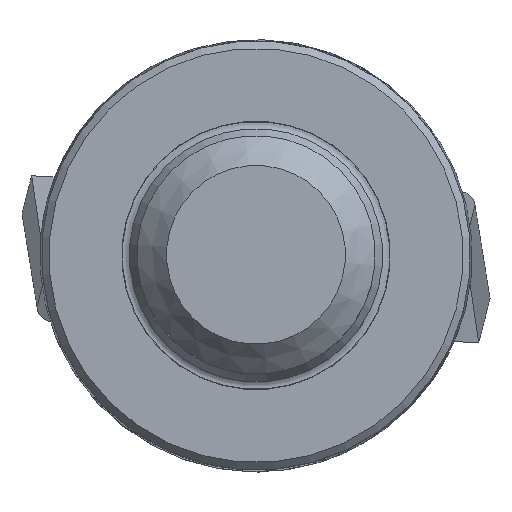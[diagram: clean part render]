
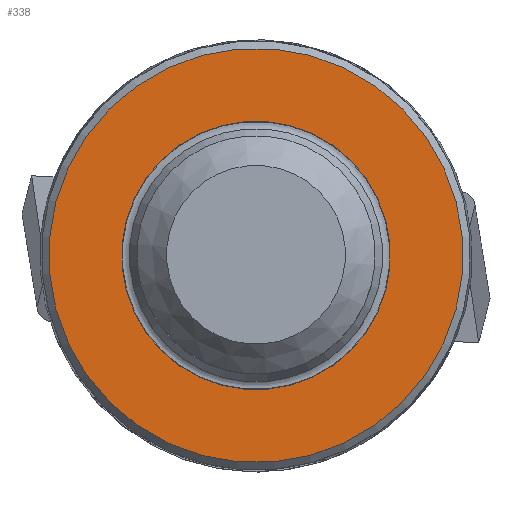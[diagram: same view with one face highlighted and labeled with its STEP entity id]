
A CAD part, top view. The second image highlights one B-rep face of the part: STEP entity #338.
In plain terms, the highlighted planar face has unit normal (0, 0, 1).
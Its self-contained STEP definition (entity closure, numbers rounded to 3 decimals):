
#338=ADVANCED_FACE('CU_SU2',(#558,#559),#488,.F.);
#488=PLANE('',#2829);
#558=FACE_BOUND('',#666,.T.);
#559=FACE_BOUND('',#667,.T.);
#666=EDGE_LOOP('',(#1390));
#667=EDGE_LOOP('',(#1391));
#1137=CIRCLE('',#2827,13.9);
#1138=CIRCLE('',#2828,9.012);
#1390=ORIENTED_EDGE('',*,*,#2313,.T.);
#1391=ORIENTED_EDGE('',*,*,#2314,.T.);
#2052=VERTEX_POINT('',#4273);
#2053=VERTEX_POINT('',#4275);
#2313=EDGE_CURVE('',#2052,#2052,#1137,.T.);
#2314=EDGE_CURVE('',#2053,#2053,#1138,.T.);
#2827=AXIS2_PLACEMENT_3D('',#4272,#3229,#3230);
#2828=AXIS2_PLACEMENT_3D('',#4274,#3231,#3232);
#2829=AXIS2_PLACEMENT_3D('',#4276,#3233,#3234);
#3229=DIRECTION('',(0.,0.,1.));
#3230=DIRECTION('',(-0.996,0.087,0.));
#3231=DIRECTION('',(0.,0.,-1.));
#3232=DIRECTION('',(-0.996,0.087,0.));
#3233=DIRECTION('',(0.,0.,-1.));
#3234=DIRECTION('',(-0.996,0.087,0.));
#4272=CARTESIAN_POINT('',(0.,0.,0.));
#4273=CARTESIAN_POINT('',(-13.847,1.211,0.));
#4274=CARTESIAN_POINT('',(0.,0.,0.));
#4275=CARTESIAN_POINT('',(-8.977,0.785,0.));
#4276=CARTESIAN_POINT('',(-8.977,0.785,0.));
